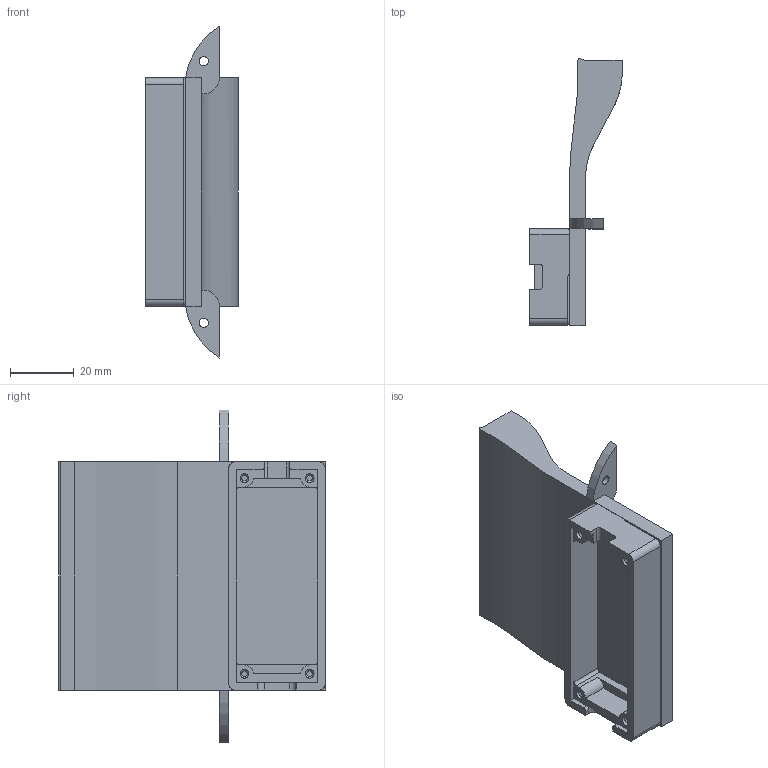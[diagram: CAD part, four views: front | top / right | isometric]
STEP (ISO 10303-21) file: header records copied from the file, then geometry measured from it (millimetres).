
FILE_DESCRIPTION(/* description */ ('','CAx-IF Rec.Pracs.---Representation and Presentation of Product Manufacturing Information (PMI)---4.0---2014-10-13'),/* implementation_level */ '2;1');
FILE_NAME(/* name */ 'R Wall.step',/* time_stamp */ '2025-01-26T13:44:30Z',/* author */ (''),/* organization */ (''),/* preprocessor_version */ 'ST-DEVELOPER v20',/* originating_system */ 'Autodesk Translation Framework v13.20.0.188',/* authorisation */ '');
FILE_SCHEMA (('AP242_MANAGED_MODEL_BASED_3D_ENGINEERING_MIM_LF { 1 0 10303 442 1 1 4 }'));
Length unit declared in the file: millimetre
Products named in the file (1): FusionComponent
Bounding box: 29.07 x 83.92 x 104.47 mm (x, y, z)
Volume: 51717.4 mm3; surface area: 20679.6 mm2
Topology: 1 solids, 1 shells, 113 faces, 299 edges, 194 vertices
Faces by surface type: plane 56, cylinder 37, cone 18, bspline 2
Full cylindrical faces by diameter (mm): 1.8 x4, 2.4 x1, 2.8 x4, 2.9 x2
Entity records: 3995 total; most frequent: CARTESIAN_POINT 1163, ORIENTED_EDGE 598, DIRECTION 559, EDGE_CURVE 299, VERTEX_POINT 194, LINE 191, VECTOR 191, AXIS2_PLACEMENT_3D 184
